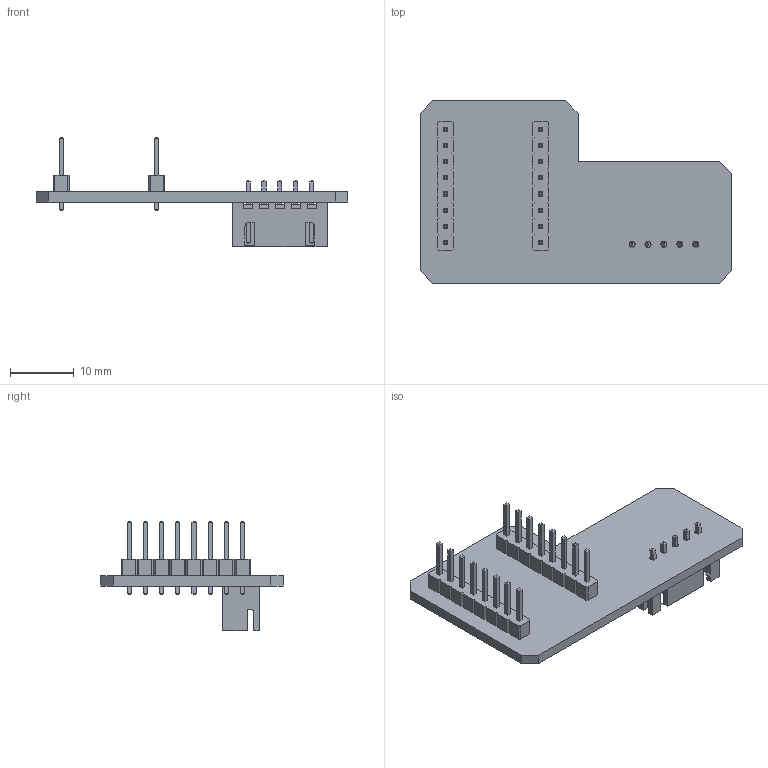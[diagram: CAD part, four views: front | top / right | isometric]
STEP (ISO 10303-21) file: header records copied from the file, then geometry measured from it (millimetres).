
FILE_DESCRIPTION(('KiCad electronic assembly'),'2;1');
FILE_NAME('TPoS Printer.step','2023-11-29T16:00:40',('Pcbnew'),('Kicad') ,'Open CASCADE STEP processor 7.7','KiCad to STEP converter','Unknown' );
FILE_SCHEMA(('AUTOMOTIVE_DESIGN { 1 0 10303 214 1 1 1 1 }'));
Length unit declared in the file: millimetre
Products named in the file (6): TPoS Printer 1; PinHeader_1x08_P2.54mm_Vertical; SOLID; JST_XH_B5B-XH-A_1x05_P2.50mm_Vertical; TPoS Printer PCB
Assembly tree (6 placements, depth 3):
  TPoS Printer 1
    PinHeader_1x08_P2.54mm_Vertical  x2
      SOLID
    JST_XH_B5B-XH-A_1x05_P2.50mm_Vertical
      SOLID
    TPoS Printer PCB
Bounding box: 48.9 x 28.57 x 17.24 mm (x, y, z)
Volume: 2435.8 mm3; surface area: 4182.7 mm2
Topology: 4 solids, 4 shells, 591 faces, 1461 edges, 920 vertices
Faces by surface type: plane 566, cylinder 25
Full cylindrical faces by diameter (mm): 0.95 x5, 1 x16
Entity records: 27226 total; most frequent: CARTESIAN_POINT 4267, DIRECTION 3783, LINE 2873, VECTOR 2873, ORIENTED_EDGE 1982, PCURVE 1982, DEFINITIONAL_REPRESENTATION 1982, EDGE_CURVE 991
